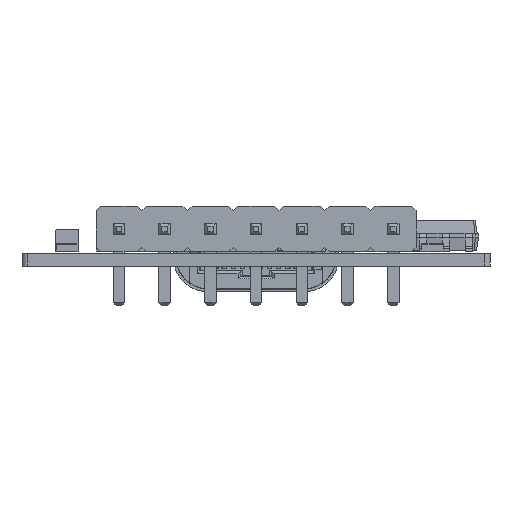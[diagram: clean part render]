
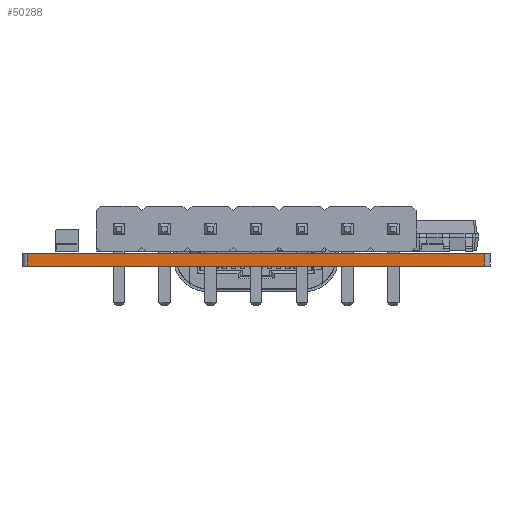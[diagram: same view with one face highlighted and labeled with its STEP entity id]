
A CAD part, front view. The second image highlights one B-rep face of the part: STEP entity #50288.
In plain terms, the highlighted planar face has unit normal (0, -1, 0).
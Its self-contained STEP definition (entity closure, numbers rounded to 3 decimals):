
#49366 = VERTEX_POINT('',#49367);
#49367 = CARTESIAN_POINT('',(120.688,-149.088,0.));
#49374 = EDGE_CURVE('',#49375,#49366,#49377,.T.);
#49375 = VERTEX_POINT('',#49376);
#49376 = CARTESIAN_POINT('',(146.088,-149.088,0.));
#49377 = LINE('',#49378,#49379);
#49378 = CARTESIAN_POINT('',(146.088,-149.088,0.));
#49379 = VECTOR('',#49380,1.);
#49380 = DIRECTION('',(-1.,0.,0.));
#49737 = VERTEX_POINT('',#49738);
#49738 = CARTESIAN_POINT('',(120.688,-149.088,0.71));
#49745 = EDGE_CURVE('',#49746,#49737,#49748,.T.);
#49746 = VERTEX_POINT('',#49747);
#49747 = CARTESIAN_POINT('',(146.088,-149.088,0.71));
#49748 = LINE('',#49749,#49750);
#49749 = CARTESIAN_POINT('',(146.088,-149.088,0.71));
#49750 = VECTOR('',#49751,1.);
#49751 = DIRECTION('',(-1.,0.,0.));
#50258 = EDGE_CURVE('',#49366,#49737,#50259,.T.);
#50259 = LINE('',#50260,#50261);
#50260 = CARTESIAN_POINT('',(120.688,-149.088,0.));
#50261 = VECTOR('',#50262,1.);
#50262 = DIRECTION('',(0.,0.,1.));
#50288 = ADVANCED_FACE('',(#50289),#50300,.T.);
#50289 = FACE_BOUND('',#50290,.T.);
#50290 = EDGE_LOOP('',(#50291,#50297,#50298,#50299));
#50291 = ORIENTED_EDGE('',*,*,#50292,.T.);
#50292 = EDGE_CURVE('',#49375,#49746,#50293,.T.);
#50293 = LINE('',#50294,#50295);
#50294 = CARTESIAN_POINT('',(146.088,-149.088,0.));
#50295 = VECTOR('',#50296,1.);
#50296 = DIRECTION('',(0.,0.,1.));
#50297 = ORIENTED_EDGE('',*,*,#49745,.T.);
#50298 = ORIENTED_EDGE('',*,*,#50258,.F.);
#50299 = ORIENTED_EDGE('',*,*,#49374,.F.);
#50300 = PLANE('',#50301);
#50301 = AXIS2_PLACEMENT_3D('',#50302,#50303,#50304);
#50302 = CARTESIAN_POINT('',(146.088,-149.088,0.));
#50303 = DIRECTION('',(0.,-1.,0.));
#50304 = DIRECTION('',(-1.,0.,0.));
